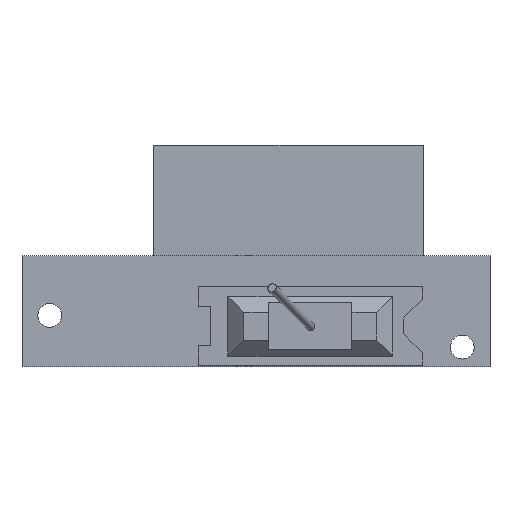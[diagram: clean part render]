
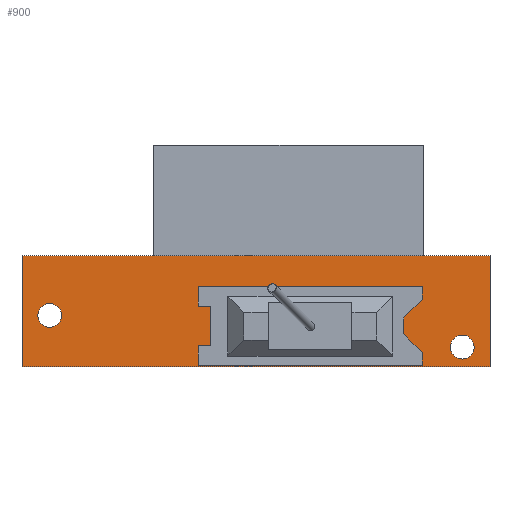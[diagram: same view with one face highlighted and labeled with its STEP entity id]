
A CAD part, front view. The second image highlights one B-rep face of the part: STEP entity #900.
In plain terms, the highlighted planar face has unit normal (0, -1, 0).
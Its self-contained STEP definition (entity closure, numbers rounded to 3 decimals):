
#43=CIRCLE('',#973,0.75);
#44=CIRCLE('',#974,0.75);
#54=FACE_BOUND('',#114,.T.);
#55=FACE_BOUND('',#115,.T.);
#56=FACE_BOUND('',#116,.T.);
#63=FACE_OUTER_BOUND('',#113,.T.);
#113=EDGE_LOOP('',(#595,#596,#597,#598));
#114=EDGE_LOOP('',(#599,#600,#601,#602,#603,#604,#605,#606,#607,#608,#609,
#610));
#115=EDGE_LOOP('',(#611));
#116=EDGE_LOOP('',(#612));
#172=LINE('',#1320,#274);
#173=LINE('',#1322,#275);
#174=LINE('',#1324,#276);
#175=LINE('',#1325,#277);
#176=LINE('',#1328,#278);
#177=LINE('',#1330,#279);
#178=LINE('',#1332,#280);
#179=LINE('',#1334,#281);
#180=LINE('',#1336,#282);
#181=LINE('',#1338,#283);
#182=LINE('',#1340,#284);
#183=LINE('',#1342,#285);
#184=LINE('',#1344,#286);
#185=LINE('',#1346,#287);
#186=LINE('',#1348,#288);
#187=LINE('',#1349,#289);
#274=VECTOR('',#1056,10.);
#275=VECTOR('',#1057,10.);
#276=VECTOR('',#1058,10.);
#277=VECTOR('',#1059,10.);
#278=VECTOR('',#1060,10.);
#279=VECTOR('',#1061,10.);
#280=VECTOR('',#1062,10.);
#281=VECTOR('',#1063,10.);
#282=VECTOR('',#1064,10.);
#283=VECTOR('',#1065,10.);
#284=VECTOR('',#1066,10.);
#285=VECTOR('',#1067,10.);
#286=VECTOR('',#1068,10.);
#287=VECTOR('',#1069,10.);
#288=VECTOR('',#1070,10.);
#289=VECTOR('',#1071,10.);
#376=VERTEX_POINT('',#1318);
#377=VERTEX_POINT('',#1319);
#378=VERTEX_POINT('',#1321);
#379=VERTEX_POINT('',#1323);
#380=VERTEX_POINT('',#1326);
#381=VERTEX_POINT('',#1327);
#382=VERTEX_POINT('',#1329);
#383=VERTEX_POINT('',#1331);
#384=VERTEX_POINT('',#1333);
#385=VERTEX_POINT('',#1335);
#386=VERTEX_POINT('',#1337);
#387=VERTEX_POINT('',#1339);
#388=VERTEX_POINT('',#1341);
#389=VERTEX_POINT('',#1343);
#390=VERTEX_POINT('',#1345);
#391=VERTEX_POINT('',#1347);
#392=VERTEX_POINT('',#1350);
#393=VERTEX_POINT('',#1352);
#463=EDGE_CURVE('',#376,#377,#172,.T.);
#464=EDGE_CURVE('',#378,#376,#173,.T.);
#465=EDGE_CURVE('',#379,#378,#174,.T.);
#466=EDGE_CURVE('',#377,#379,#175,.T.);
#467=EDGE_CURVE('',#380,#381,#176,.T.);
#468=EDGE_CURVE('',#381,#382,#177,.T.);
#469=EDGE_CURVE('',#382,#383,#178,.T.);
#470=EDGE_CURVE('',#383,#384,#179,.T.);
#471=EDGE_CURVE('',#384,#385,#180,.T.);
#472=EDGE_CURVE('',#385,#386,#181,.T.);
#473=EDGE_CURVE('',#386,#387,#182,.T.);
#474=EDGE_CURVE('',#387,#388,#183,.T.);
#475=EDGE_CURVE('',#388,#389,#184,.T.);
#476=EDGE_CURVE('',#389,#390,#185,.T.);
#477=EDGE_CURVE('',#390,#391,#186,.T.);
#478=EDGE_CURVE('',#391,#380,#187,.T.);
#479=EDGE_CURVE('',#392,#392,#43,.T.);
#480=EDGE_CURVE('',#393,#393,#44,.T.);
#595=ORIENTED_EDGE('',*,*,#463,.F.);
#596=ORIENTED_EDGE('',*,*,#464,.F.);
#597=ORIENTED_EDGE('',*,*,#465,.F.);
#598=ORIENTED_EDGE('',*,*,#466,.F.);
#599=ORIENTED_EDGE('',*,*,#467,.T.);
#600=ORIENTED_EDGE('',*,*,#468,.T.);
#601=ORIENTED_EDGE('',*,*,#469,.T.);
#602=ORIENTED_EDGE('',*,*,#470,.T.);
#603=ORIENTED_EDGE('',*,*,#471,.T.);
#604=ORIENTED_EDGE('',*,*,#472,.T.);
#605=ORIENTED_EDGE('',*,*,#473,.T.);
#606=ORIENTED_EDGE('',*,*,#474,.T.);
#607=ORIENTED_EDGE('',*,*,#475,.T.);
#608=ORIENTED_EDGE('',*,*,#476,.T.);
#609=ORIENTED_EDGE('',*,*,#477,.T.);
#610=ORIENTED_EDGE('',*,*,#478,.T.);
#611=ORIENTED_EDGE('',*,*,#479,.T.);
#612=ORIENTED_EDGE('',*,*,#480,.T.);
#859=PLANE('',#972);
#900=ADVANCED_FACE('',(#63,#54,#55,#56),#859,.F.);
#972=AXIS2_PLACEMENT_3D('',#1317,#1054,#1055);
#973=AXIS2_PLACEMENT_3D('',#1351,#1072,#1073);
#974=AXIS2_PLACEMENT_3D('',#1353,#1074,#1075);
#1054=DIRECTION('center_axis',(0.,1.,0.));
#1055=DIRECTION('ref_axis',(0.,0.,1.));
#1056=DIRECTION('',(1.,0.,0.));
#1057=DIRECTION('',(0.,0.,1.));
#1058=DIRECTION('',(-1.,0.,0.));
#1059=DIRECTION('',(0.,0.,-1.));
#1060=DIRECTION('',(1.,0.,0.));
#1061=DIRECTION('',(0.,0.,-1.));
#1062=DIRECTION('',(-0.707,0.,-0.707));
#1063=DIRECTION('',(0.,0.,-1.));
#1064=DIRECTION('',(0.707,0.,-0.707));
#1065=DIRECTION('',(0.,0.,-1.));
#1066=DIRECTION('',(-1.,0.,0.));
#1067=DIRECTION('',(0.,0.,1.));
#1068=DIRECTION('',(1.,0.,0.));
#1069=DIRECTION('',(0.,0.,1.));
#1070=DIRECTION('',(-1.,0.,0.));
#1071=DIRECTION('',(0.,0.,1.));
#1072=DIRECTION('center_axis',(0.,1.,0.));
#1073=DIRECTION('ref_axis',(1.,0.,0.));
#1074=DIRECTION('center_axis',(0.,1.,0.));
#1075=DIRECTION('ref_axis',(1.,0.,0.));
#1317=CARTESIAN_POINT('Origin',(0.,0.,0.));
#1318=CARTESIAN_POINT('',(-14.75,0.,3.5));
#1319=CARTESIAN_POINT('',(14.75,0.,3.5));
#1320=CARTESIAN_POINT('',(-14.75,0.,3.5));
#1321=CARTESIAN_POINT('',(-14.75,0.,-3.5));
#1322=CARTESIAN_POINT('',(-14.75,0.,-3.5));
#1323=CARTESIAN_POINT('',(14.75,0.,-3.5));
#1324=CARTESIAN_POINT('',(14.75,0.,-3.5));
#1325=CARTESIAN_POINT('',(14.75,0.,3.5));
#1326=CARTESIAN_POINT('',(-3.64,0.,1.57));
#1327=CARTESIAN_POINT('',(10.48,0.,1.57));
#1328=CARTESIAN_POINT('',(5.24,0.,1.57));
#1329=CARTESIAN_POINT('',(10.48,0.,0.764));
#1330=CARTESIAN_POINT('',(10.48,0.,0.382));
#1331=CARTESIAN_POINT('',(9.304,0.,-0.412));
#1332=CARTESIAN_POINT('',(7.081,0.,-2.635));
#1333=CARTESIAN_POINT('',(9.304,0.,-1.412));
#1334=CARTESIAN_POINT('',(9.304,0.,-0.706));
#1335=CARTESIAN_POINT('',(10.48,0.,-2.588));
#1336=CARTESIAN_POINT('',(7.213,0.,0.679));
#1337=CARTESIAN_POINT('',(10.48,0.,-3.4));
#1338=CARTESIAN_POINT('',(10.48,0.,-1.7));
#1339=CARTESIAN_POINT('',(-3.64,0.,-3.4));
#1340=CARTESIAN_POINT('',(-1.82,0.,-3.4));
#1341=CARTESIAN_POINT('',(-3.64,0.,-2.165));
#1342=CARTESIAN_POINT('',(-3.64,0.,0.785));
#1343=CARTESIAN_POINT('',(-2.84,0.,-2.165));
#1344=CARTESIAN_POINT('',(-1.82,0.,-2.165));
#1345=CARTESIAN_POINT('',(-2.84,0.,0.335));
#1346=CARTESIAN_POINT('',(-2.84,0.,-1.083));
#1347=CARTESIAN_POINT('',(-3.64,0.,0.335));
#1348=CARTESIAN_POINT('',(-1.42,0.,0.335));
#1349=CARTESIAN_POINT('',(-3.64,0.,0.785));
#1350=CARTESIAN_POINT('',(-13.75,0.,-0.25));
#1351=CARTESIAN_POINT('Origin',(-13.,0.,-0.25));
#1352=CARTESIAN_POINT('',(12.25,0.,-2.25));
#1353=CARTESIAN_POINT('Origin',(13.,0.,-2.25));
